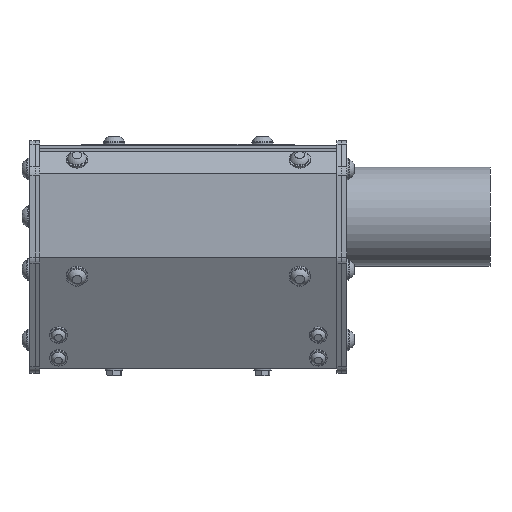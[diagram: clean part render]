
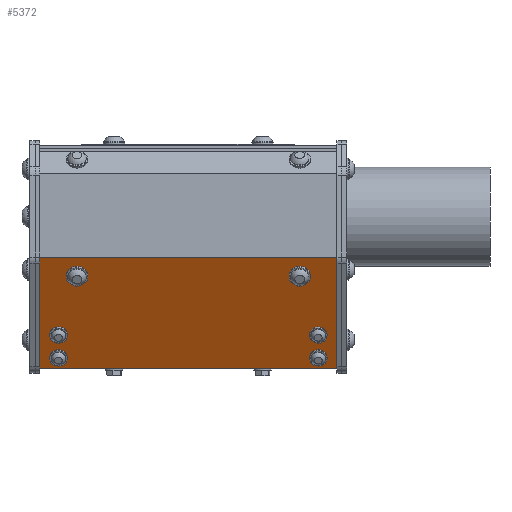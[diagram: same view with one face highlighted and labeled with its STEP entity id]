
A CAD part, front view. The second image highlights one B-rep face of the part: STEP entity #5372.
In plain terms, the highlighted planar face has unit normal (0, -0.866, -0.5).
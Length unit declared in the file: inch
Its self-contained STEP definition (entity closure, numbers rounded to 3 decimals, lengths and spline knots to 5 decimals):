
#352=FACE_BOUND('',#1944,.T.);
#353=FACE_BOUND('',#1945,.T.);
#354=FACE_BOUND('',#1946,.T.);
#355=FACE_BOUND('',#1947,.T.);
#356=FACE_BOUND('',#1948,.T.);
#357=FACE_BOUND('',#1949,.T.);
#784=LINE('',#13494,#1090);
#847=LINE('',#13660,#1153);
#880=LINE('',#13727,#1186);
#881=LINE('',#13729,#1187);
#1090=VECTOR('',#7203,0.3937);
#1153=VECTOR('',#7364,0.3937);
#1186=VECTOR('',#7459,0.3937);
#1187=VECTOR('',#7462,0.3937);
#1484=FACE_OUTER_BOUND('',#1943,.T.);
#1943=EDGE_LOOP('',(#4676,#4677,#4678,#4679));
#1944=EDGE_LOOP('',(#4680));
#1945=EDGE_LOOP('',(#4681));
#1946=EDGE_LOOP('',(#4682));
#1947=EDGE_LOOP('',(#4683));
#1948=EDGE_LOOP('',(#4684));
#1949=EDGE_LOOP('',(#4685));
#2224=CIRCLE('',#5803,0.21654);
#2229=CIRCLE('',#5813,0.21654);
#2236=CIRCLE('',#5827,0.17717);
#2241=CIRCLE('',#5837,0.17717);
#2246=CIRCLE('',#5847,0.17717);
#2273=CIRCLE('',#5896,0.17717);
#2650=VERTEX_POINT('',#13284);
#2655=VERTEX_POINT('',#13299);
#2662=VERTEX_POINT('',#13320);
#2667=VERTEX_POINT('',#13335);
#2672=VERTEX_POINT('',#13350);
#2705=VERTEX_POINT('',#13438);
#2731=VERTEX_POINT('',#13491);
#2732=VERTEX_POINT('',#13493);
#2751=VERTEX_POINT('',#13586);
#2786=VERTEX_POINT('',#13658);
#3243=EDGE_CURVE('',#2650,#2650,#2224,.T.);
#3248=EDGE_CURVE('',#2655,#2655,#2229,.T.);
#3255=EDGE_CURVE('',#2662,#2662,#2236,.T.);
#3260=EDGE_CURVE('',#2667,#2667,#2241,.T.);
#3265=EDGE_CURVE('',#2672,#2672,#2246,.T.);
#3298=EDGE_CURVE('',#2705,#2705,#2273,.T.);
#3324=EDGE_CURVE('',#2732,#2731,#784,.T.);
#3411=EDGE_CURVE('',#2786,#2751,#847,.T.);
#3446=EDGE_CURVE('',#2731,#2751,#880,.T.);
#3447=EDGE_CURVE('',#2732,#2786,#881,.T.);
#4676=ORIENTED_EDGE('',*,*,#3324,.T.);
#4677=ORIENTED_EDGE('',*,*,#3446,.T.);
#4678=ORIENTED_EDGE('',*,*,#3411,.F.);
#4679=ORIENTED_EDGE('',*,*,#3447,.F.);
#4680=ORIENTED_EDGE('',*,*,#3243,.T.);
#4681=ORIENTED_EDGE('',*,*,#3248,.T.);
#4682=ORIENTED_EDGE('',*,*,#3255,.T.);
#4683=ORIENTED_EDGE('',*,*,#3260,.T.);
#4684=ORIENTED_EDGE('',*,*,#3265,.T.);
#4685=ORIENTED_EDGE('',*,*,#3298,.T.);
#5063=PLANE('',#5990);
#5372=ADVANCED_FACE('',(#1484,#352,#353,#354,#355,#356,#357),#5063,.T.);
#5803=AXIS2_PLACEMENT_3D('',#13285,#6969,#6970);
#5813=AXIS2_PLACEMENT_3D('',#13300,#6989,#6990);
#5827=AXIS2_PLACEMENT_3D('',#13321,#7017,#7018);
#5837=AXIS2_PLACEMENT_3D('',#13336,#7037,#7038);
#5847=AXIS2_PLACEMENT_3D('',#13351,#7057,#7058);
#5896=AXIS2_PLACEMENT_3D('',#13439,#7161,#7162);
#5990=AXIS2_PLACEMENT_3D('',#13728,#7460,#7461);
#6969=DIRECTION('center_axis',(0.,0.866,0.5));
#6970=DIRECTION('ref_axis',(0.866,0.25,-0.433));
#6989=DIRECTION('center_axis',(0.,0.866,0.5));
#6990=DIRECTION('ref_axis',(0.866,0.25,-0.433));
#7017=DIRECTION('center_axis',(0.,0.866,0.5));
#7018=DIRECTION('ref_axis',(-1.,0.,0.));
#7037=DIRECTION('center_axis',(0.,0.866,0.5));
#7038=DIRECTION('ref_axis',(-1.,0.,0.));
#7057=DIRECTION('center_axis',(0.,0.866,0.5));
#7058=DIRECTION('ref_axis',(-1.,0.,0.));
#7161=DIRECTION('center_axis',(0.,0.866,0.5));
#7162=DIRECTION('ref_axis',(-0.282,0.48,-0.831));
#7203=DIRECTION('',(0.,0.5,-0.866));
#7364=DIRECTION('',(0.,0.5,-0.866));
#7459=DIRECTION('',(1.,0.,0.));
#7460=DIRECTION('center_axis',(0.,-0.866,
-0.5));
#7461=DIRECTION('ref_axis',(0.,0.5,-0.866));
#7462=DIRECTION('',(1.,0.,0.));
#13284=CARTESIAN_POINT('',(-20.34729,-15.247,-2.47822));
#13285=CARTESIAN_POINT('Origin',(-20.53482,-15.30114,-2.38446));
#13299=CARTESIAN_POINT('',(-15.84729,-15.247,-2.47822));
#13300=CARTESIAN_POINT('Origin',(-16.03482,-15.30114,-2.38446));
#13320=CARTESIAN_POINT('',(-21.08698,-14.3487,-4.03413));
#13321=CARTESIAN_POINT('Origin',(-20.90982,-14.3487,-4.03413));
#13335=CARTESIAN_POINT('',(-21.08698,-14.6147,-3.57341));
#13336=CARTESIAN_POINT('Origin',(-20.90982,-14.6147,-3.57341));
#13350=CARTESIAN_POINT('',(-15.83698,-14.3487,-4.03413));
#13351=CARTESIAN_POINT('Origin',(-15.65982,-14.3487,-4.03413));
#13438=CARTESIAN_POINT('',(-15.70969,-14.5297,-3.72063));
#13439=CARTESIAN_POINT('Origin',(-15.65982,-14.6147,-3.57341));
#13491=CARTESIAN_POINT('',(-21.28482,-14.22017,-4.25675));
#13493=CARTESIAN_POINT('',(-21.28482,-15.51779,-2.00921));
#13494=CARTESIAN_POINT('',(-21.28482,-15.51779,-2.00921));
#13586=CARTESIAN_POINT('',(-15.28482,-14.22017,-4.25675));
#13658=CARTESIAN_POINT('',(-15.28482,-15.51779,-2.00921));
#13660=CARTESIAN_POINT('',(-15.28482,-15.51779,-2.00921));
#13727=CARTESIAN_POINT('',(-21.28482,-14.22017,-4.25675));
#13728=CARTESIAN_POINT('Origin',(-21.28482,-15.51779,-2.00921));
#13729=CARTESIAN_POINT('',(-21.28482,-15.51779,-2.00921));
